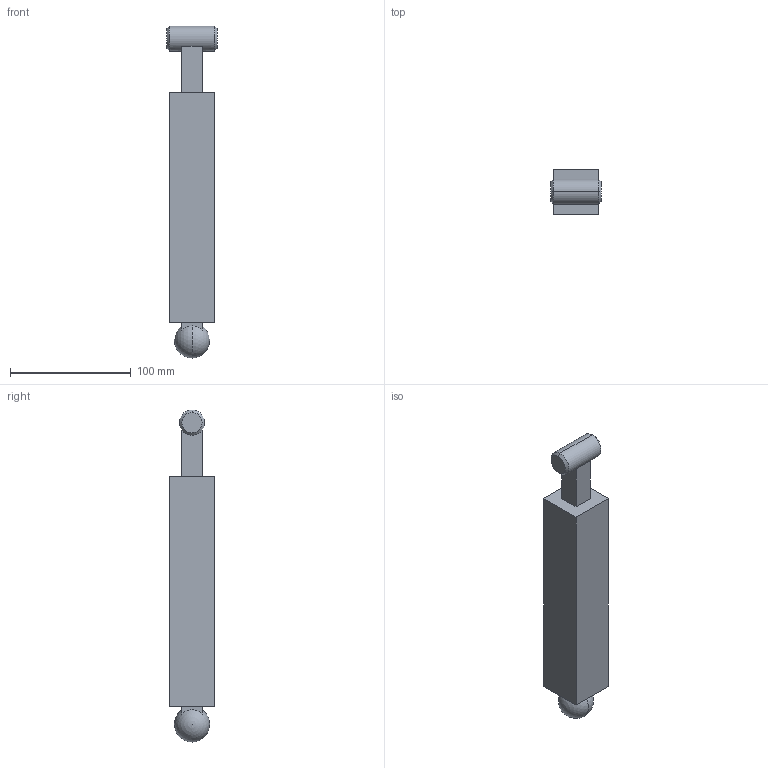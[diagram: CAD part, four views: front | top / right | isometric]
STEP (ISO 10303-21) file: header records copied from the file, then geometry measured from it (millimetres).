
FILE_DESCRIPTION (( 'STEP AP203' ), '1' );
FILE_NAME ('并联模块RRS-RS杆_V2_ver2_默认_sldprt.STEP', '2023-05-19T02:59:57', ( '' ), ( '' ), 'SwSTEP 2.0', 'SolidWorks 2018', '' );
FILE_SCHEMA (( 'CONFIG_CONTROL_DESIGN' ));
Length unit declared in the file: millimetre
Products named in the file (1): 并联模块RRS-RS杆_V2_ver2_默认_sldprt
Bounding box: 41.6 x 37.44 x 274.56 mm (x, y, z)
Volume: 303912.7 mm3; surface area: 38713.6 mm2
Topology: 1 solids, 1 shells, 24 faces, 63 edges, 41 vertices
Faces by surface type: plane 16, cone 4, sphere 2, cylinder 2
Entity records: 784 total; most frequent: DIRECTION 129, CARTESIAN_POINT 121, ORIENTED_EDGE 116, EDGE_CURVE 58, AXIS2_PLACEMENT_3D 46, VERTEX_POINT 38, LINE 37, VECTOR 37
